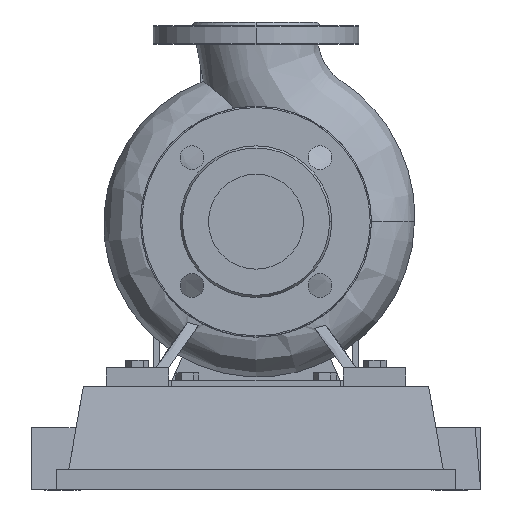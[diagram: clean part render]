
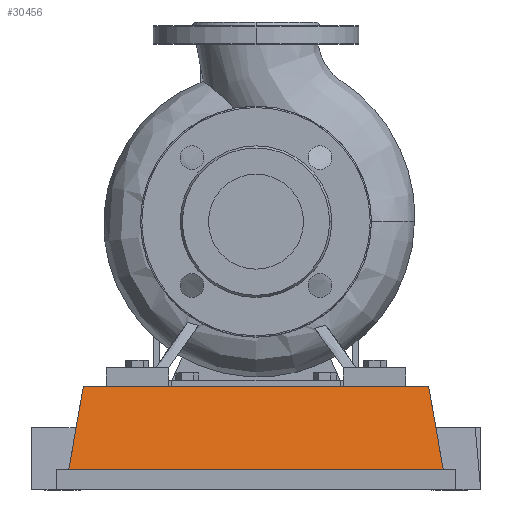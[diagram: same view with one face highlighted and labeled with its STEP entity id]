
A CAD part, left-side view. The second image highlights one B-rep face of the part: STEP entity #30456.
In plain terms, the highlighted planar face has unit normal (-0.985, 0, 0.174).
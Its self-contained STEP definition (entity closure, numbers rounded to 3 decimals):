
#28712=CARTESIAN_POINT('',(-65.,-150.,16.6));
#28713=VERTEX_POINT('',#28712);
#28720=CARTESIAN_POINT('',(-65.,150.0,16.6));
#28721=VERTEX_POINT('',#28720);
#28722=CARTESIAN_POINT('',(-65.,-150.,16.6));
#28723=DIRECTION('',(0.0,1.0,0.0));
#28724=VECTOR('',#28723,300.0);
#28725=LINE('',#28722,#28724);
#28726=EDGE_CURVE('',#28713,#28721,#28725,.T.);
#30190=CARTESIAN_POINT('',(-53.292,-138.292,83.0));
#30191=VERTEX_POINT('',#30190);
#30198=CARTESIAN_POINT('',(-65.,-150.,16.6));
#30199=DIRECTION('',(0.171,0.171,0.97));
#30200=VECTOR('',#30199,68.433);
#30201=LINE('',#30198,#30200);
#30202=EDGE_CURVE('',#28713,#30191,#30201,.T.);
#30433=CARTESIAN_POINT('',(-65.,-150.,16.6));
#30434=DIRECTION('',(-0.985,0.,0.174));
#30435=DIRECTION('',(0.0,-1.0,0.0));
#30436=AXIS2_PLACEMENT_3D('',#30433,#30434,#30435);
#30437=PLANE('',#30436);
#30438=CARTESIAN_POINT('',(-53.292,138.292,83.0));
#30439=VERTEX_POINT('',#30438);
#30440=CARTESIAN_POINT('',(-53.292,-138.292,83.0));
#30441=DIRECTION('',(0.0,1.0,0.0));
#30442=VECTOR('',#30441,276.584);
#30443=LINE('',#30440,#30442);
#30444=EDGE_CURVE('',#30191,#30439,#30443,.T.);
#30445=ORIENTED_EDGE('',*,*,#30444,.T.);
#30446=CARTESIAN_POINT('',(-65.,150.0,16.6));
#30447=DIRECTION('',(0.171,-0.171,0.97));
#30448=VECTOR('',#30447,68.433);
#30449=LINE('',#30446,#30448);
#30450=EDGE_CURVE('',#28721,#30439,#30449,.T.);
#30451=ORIENTED_EDGE('',*,*,#30450,.F.);
#30452=ORIENTED_EDGE('',*,*,#28726,.F.);
#30453=ORIENTED_EDGE('',*,*,#30202,.T.);
#30454=EDGE_LOOP('',(#30445,#30451,#30452,#30453));
#30455=FACE_OUTER_BOUND('',#30454,.T.);
#30456=ADVANCED_FACE('',(#30455),#30437,.T.);
